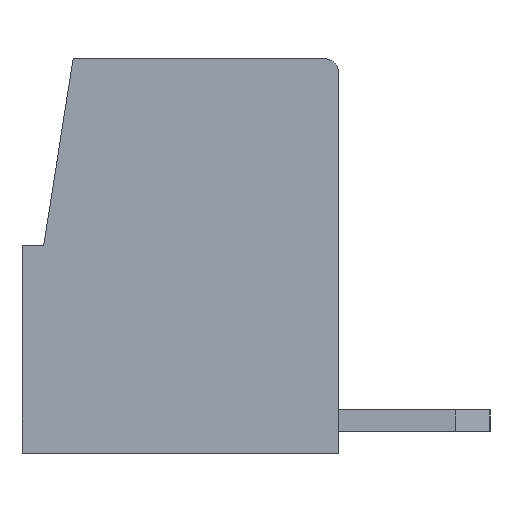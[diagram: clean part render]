
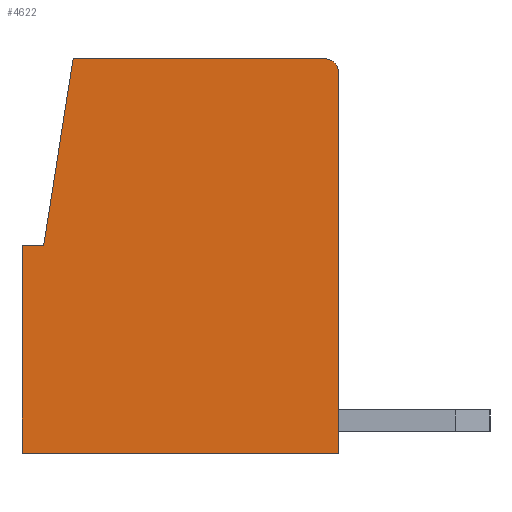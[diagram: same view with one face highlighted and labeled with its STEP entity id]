
A CAD part, left-side view. The second image highlights one B-rep face of the part: STEP entity #4622.
In plain terms, the highlighted planar face has unit normal (-1, 0, 0).
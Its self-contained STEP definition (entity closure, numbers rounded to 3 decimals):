
#87=CIRCLE('',#6058,0.3);
#225=ORIENTED_EDGE('',*,*,#1564,.F.);
#226=ORIENTED_EDGE('',*,*,#1565,.F.);
#227=ORIENTED_EDGE('',*,*,#1566,.F.);
#228=ORIENTED_EDGE('',*,*,#1563,.F.);
#229=ORIENTED_EDGE('',*,*,#1567,.F.);
#230=ORIENTED_EDGE('',*,*,#1568,.F.);
#231=ORIENTED_EDGE('',*,*,#1569,.F.);
#1563=EDGE_CURVE('',#2231,#2230,#2691,.T.);
#1564=EDGE_CURVE('',#2232,#2233,#2692,.T.);
#1565=EDGE_CURVE('',#2234,#2232,#2693,.T.);
#1566=EDGE_CURVE('',#2230,#2234,#2694,.T.);
#1567=EDGE_CURVE('',#2235,#2231,#2695,.T.);
#1568=EDGE_CURVE('',#2236,#2235,#2696,.T.);
#1569=EDGE_CURVE('',#2233,#2236,#87,.T.);
#2230=VERTEX_POINT('',#7726);
#2231=VERTEX_POINT('',#7729);
#2232=VERTEX_POINT('',#7733);
#2233=VERTEX_POINT('',#7734);
#2234=VERTEX_POINT('',#7736);
#2235=VERTEX_POINT('',#7739);
#2236=VERTEX_POINT('',#7741);
#2691=LINE('',#7730,#3316);
#2692=LINE('',#7732,#3317);
#2693=LINE('',#7735,#3318);
#2694=LINE('',#7737,#3319);
#2695=LINE('',#7738,#3320);
#2696=LINE('',#7740,#3321);
#3316=VECTOR('',#6442,1000.);
#3317=VECTOR('',#6445,1000.);
#3318=VECTOR('',#6446,1000.);
#3319=VECTOR('',#6447,1000.);
#3320=VECTOR('',#6448,1000.);
#3321=VECTOR('',#6449,1000.);
#3890=EDGE_LOOP('',(#225,#226,#227,#228,#229,#230,#231));
#4143=FACE_BOUND('',#3890,.T.);
#4396=PLANE('',#6057);
#4622=ADVANCED_FACE('',(#4143),#4396,.T.);
#6057=AXIS2_PLACEMENT_3D('',#7731,#6443,#6444);
#6058=AXIS2_PLACEMENT_3D('',#7742,#6450,#6451);
#6442=DIRECTION('',(0.,0.,1.));
#6443=DIRECTION('',(-1.,0.,0.));
#6444=DIRECTION('',(0.,0.,1.));
#6445=DIRECTION('',(0.,-1.,0.));
#6446=DIRECTION('',(0.,-0.156,0.988));
#6447=DIRECTION('',(0.,-1.,0.));
#6448=DIRECTION('',(0.,1.,0.));
#6449=DIRECTION('',(0.,0.,-1.));
#6450=DIRECTION('',(1.,0.,0.));
#6451=DIRECTION('',(0.,-1.,0.));
#7726=CARTESIAN_POINT('',(-1.75,0.,4.8));
#7729=CARTESIAN_POINT('',(-1.75,0.,0.));
#7730=CARTESIAN_POINT('',(-1.75,0.,0.));
#7731=CARTESIAN_POINT('',(-1.75,-11.99,9.8));
#7732=CARTESIAN_POINT('',(-1.75,-2.966,9.1));
#7733=CARTESIAN_POINT('',(-1.75,-1.181,9.1));
#7734=CARTESIAN_POINT('',(-1.75,-7.,9.1));
#7735=CARTESIAN_POINT('',(-1.75,0.26,0.));
#7736=CARTESIAN_POINT('',(-1.75,-0.5,4.8));
#7737=CARTESIAN_POINT('',(-1.75,-2.966,4.8));
#7738=CARTESIAN_POINT('',(-1.75,-2.966,0.));
#7739=CARTESIAN_POINT('',(-1.75,-7.3,0.));
#7740=CARTESIAN_POINT('',(-1.75,-7.3,0.));
#7741=CARTESIAN_POINT('',(-1.75,-7.3,8.8));
#7742=CARTESIAN_POINT('',(-1.75,-7.,8.8));
